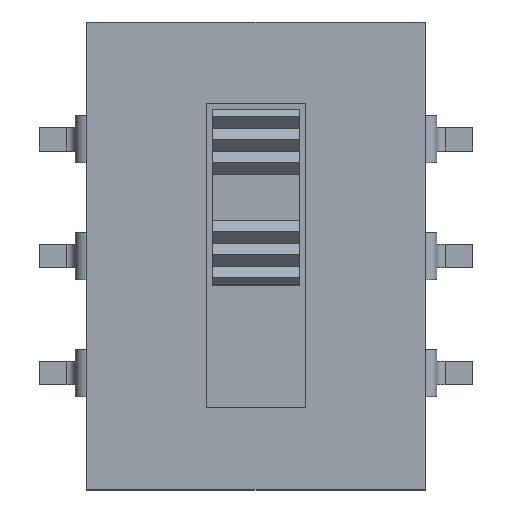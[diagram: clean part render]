
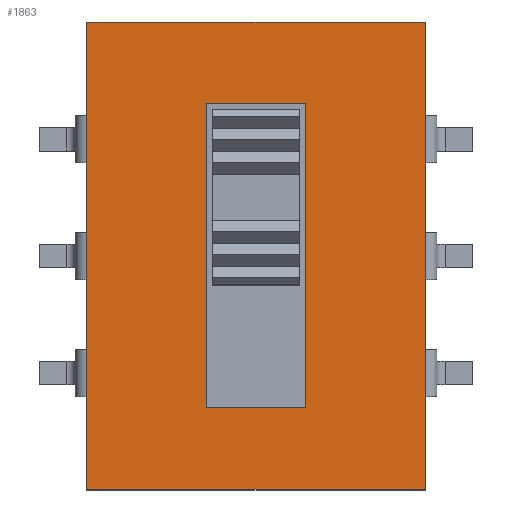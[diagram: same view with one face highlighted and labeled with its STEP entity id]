
A CAD part, top view. The second image highlights one B-rep face of the part: STEP entity #1863.
In plain terms, the highlighted planar face has unit normal (0, 0, 1).
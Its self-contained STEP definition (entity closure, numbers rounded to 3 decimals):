
#79=FACE_BOUND($,#201,.T.);
#85=FACE_OUTER_BOUND($,#200,.T.);
#200=EDGE_LOOP($,(#1241,#1242,#1243,#1244));
#201=EDGE_LOOP($,(#1245,#1246,#1247,#1248));
#316=LINE($,#2693,#550);
#319=LINE($,#2698,#553);
#321=LINE($,#2702,#555);
#322=LINE($,#2704,#556);
#323=LINE($,#2708,#557);
#324=LINE($,#2710,#558);
#325=LINE($,#2712,#559);
#326=LINE($,#2713,#560);
#550=VECTOR($,#2152,6.6);
#553=VECTOR($,#2157,2.16);
#555=VECTOR($,#2161,6.6);
#556=VECTOR($,#2164,2.16);
#557=VECTOR($,#2167,7.36);
#558=VECTOR($,#2168,10.16);
#559=VECTOR($,#2169,7.36);
#560=VECTOR($,#2170,10.16);
#783=VERTEX_POINT($,#2690);
#784=VERTEX_POINT($,#2692);
#785=VERTEX_POINT($,#2696);
#786=VERTEX_POINT($,#2700);
#787=VERTEX_POINT($,#2706);
#788=VERTEX_POINT($,#2707);
#789=VERTEX_POINT($,#2709);
#790=VERTEX_POINT($,#2711);
#956=EDGE_CURVE($,#784,#783,#316,.T.);
#959=EDGE_CURVE($,#783,#785,#319,.T.);
#961=EDGE_CURVE($,#785,#786,#321,.T.);
#962=EDGE_CURVE($,#786,#784,#322,.T.);
#963=EDGE_CURVE($,#787,#788,#323,.T.);
#964=EDGE_CURVE($,#789,#787,#324,.T.);
#965=EDGE_CURVE($,#790,#789,#325,.T.);
#966=EDGE_CURVE($,#788,#790,#326,.T.);
#1241=ORIENTED_EDGE($,*,*,#963,.F.);
#1242=ORIENTED_EDGE($,*,*,#964,.F.);
#1243=ORIENTED_EDGE($,*,*,#965,.F.);
#1244=ORIENTED_EDGE($,*,*,#966,.F.);
#1245=ORIENTED_EDGE($,*,*,#956,.T.);
#1246=ORIENTED_EDGE($,*,*,#959,.T.);
#1247=ORIENTED_EDGE($,*,*,#961,.T.);
#1248=ORIENTED_EDGE($,*,*,#962,.T.);
#1766=PLANE($,#1995);
#1863=ADVANCED_FACE($,(#85,#79),#1766,.T.);
#1995=AXIS2_PLACEMENT_3D($,#2705,#2165,#2166);
#2152=DIRECTION($,(0.,1.,0.));
#2157=DIRECTION($,(1.,0.,0.));
#2161=DIRECTION($,(0.,-1.,0.));
#2164=DIRECTION($,(-1.,0.,0.));
#2165=DIRECTION('center_axis',(0.,0.,1.));
#2166=DIRECTION('ref_axis',(1.,0.,0.));
#2167=DIRECTION($,(1.,0.,0.));
#2168=DIRECTION($,(0.,1.,0.));
#2169=DIRECTION($,(-1.,0.,0.));
#2170=DIRECTION($,(0.,-1.,0.));
#2690=CARTESIAN_POINT('',(-1.08,3.3,5.34));
#2692=CARTESIAN_POINT('',(-1.08,-3.3,5.34));
#2693=CARTESIAN_POINT($,(-1.08,-3.3,5.34));
#2696=CARTESIAN_POINT('',(1.08,3.3,5.34));
#2698=CARTESIAN_POINT($,(-1.08,3.3,5.34));
#2700=CARTESIAN_POINT('',(1.08,-3.3,5.34));
#2702=CARTESIAN_POINT($,(1.08,3.3,5.34));
#2704=CARTESIAN_POINT($,(1.08,-3.3,5.34));
#2705=CARTESIAN_POINT('Origin',(3.68,0.,5.34));
#2706=CARTESIAN_POINT('',(-3.68,5.08,5.34));
#2707=CARTESIAN_POINT('',(3.68,5.08,5.34));
#2708=CARTESIAN_POINT($,(-3.68,5.08,5.34));
#2709=CARTESIAN_POINT('',(-3.68,-5.08,5.34));
#2710=CARTESIAN_POINT($,(-3.68,-5.08,5.34));
#2711=CARTESIAN_POINT('',(3.68,-5.08,5.34));
#2712=CARTESIAN_POINT($,(3.68,-5.08,5.34));
#2713=CARTESIAN_POINT($,(3.68,5.08,5.34));
